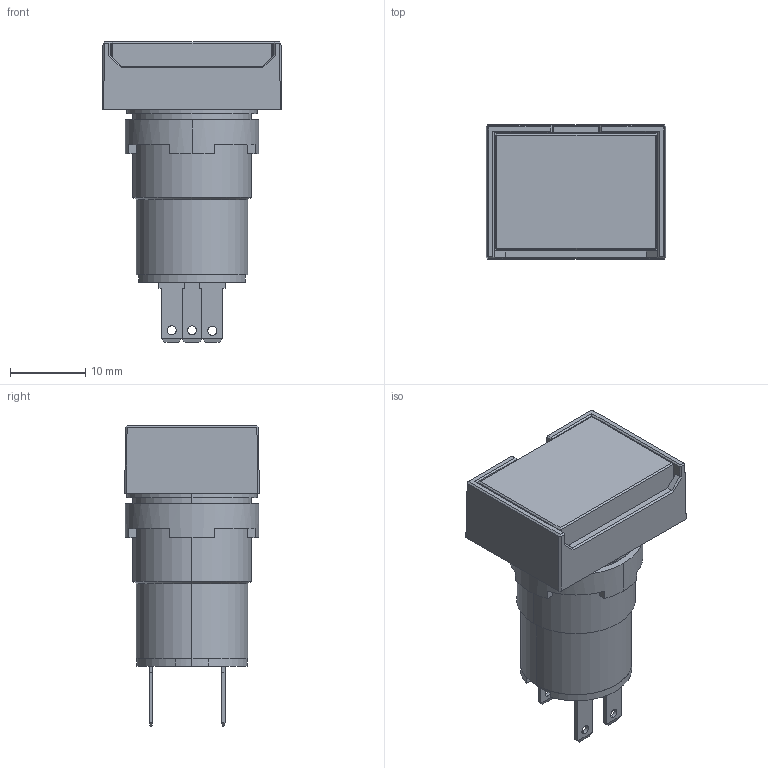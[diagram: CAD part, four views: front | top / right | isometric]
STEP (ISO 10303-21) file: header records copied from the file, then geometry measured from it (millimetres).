
FILE_DESCRIPTION (( 'STEP AP214' ), '1' );
FILE_NAME ('07_AP6GS5[2][3][4][H][M]$.STEP', '2020-10-27T07:43:15', ( 'IDEC' ), ( 'IDEC' ), 'SwSTEP 2.0', 'SolidWorks 2019', '' );
FILE_SCHEMA (( 'AUTOMOTIVE_DESIGN' ));
Length unit declared in the file: millimetre
Products named in the file (5): 07_AP6GS5[2][3][4][H][M]$; AP6MS-OPERATOR-RECTANGLAR-BARRIER; AP6MS-TAB-TERMINAL; AP6MS-BODY; 16-NUT
Assembly tree (4 placements, depth 2):
  07_AP6GS5[2][3][4][H][M]$
    AP6MS-BODY
    AP6MS-OPERATOR-RECTANGLAR-BARRIER
    AP6MS-TAB-TERMINAL
    16-NUT
Bounding box: 23.9 x 17.9 x 40 mm (x, y, z)
Volume: 8032.9 mm3; surface area: 5069.3 mm2
Topology: 4 solids, 4 shells, 165 faces, 413 edges, 262 vertices
Faces by surface type: plane 138, cylinder 25, cone 2
Entity records: 5051 total; most frequent: CARTESIAN_POINT 847, DIRECTION 827, ORIENTED_EDGE 826, EDGE_CURVE 413, VECTOR 343, LINE 343, VERTEX_POINT 262, AXIS2_PLACEMENT_3D 242
